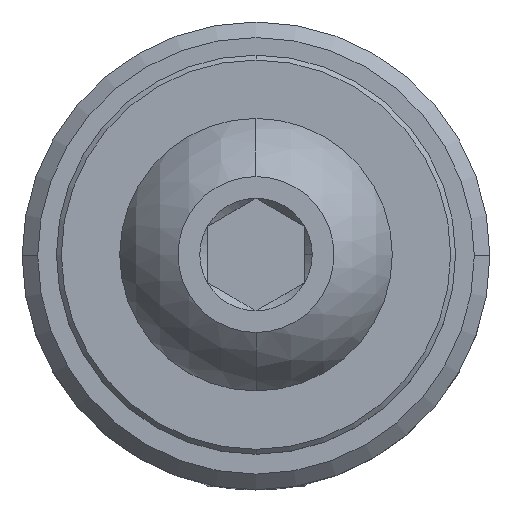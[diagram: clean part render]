
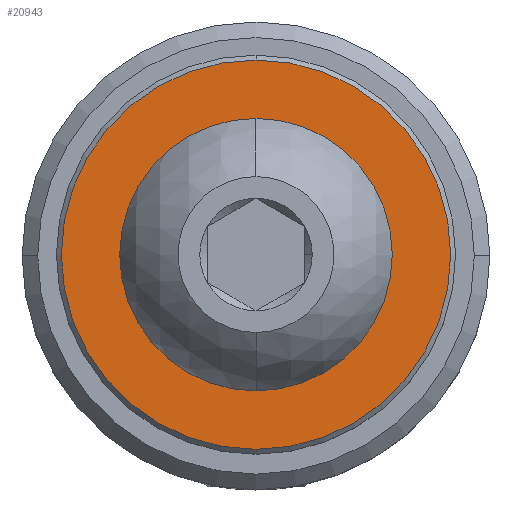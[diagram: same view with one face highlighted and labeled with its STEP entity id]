
A CAD part, top view. The second image highlights one B-rep face of the part: STEP entity #20943.
In plain terms, the highlighted face is planar.
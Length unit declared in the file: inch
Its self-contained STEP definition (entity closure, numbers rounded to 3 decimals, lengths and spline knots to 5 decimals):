
#103 = DIRECTION ( 'NONE',  ( 0., 1., 0. ) ) ;
#550 = DIRECTION ( 'NONE',  ( 0., 0., 1. ) ) ;
#694 = DIRECTION ( 'NONE',  ( 0., -1., 0. ) ) ;
#1261 = ORIENTED_EDGE ( 'NONE', *, *, #5135, .T. ) ;
#1323 = VERTEX_POINT ( 'NONE', #17755 ) ;
#1329 = VERTEX_POINT ( 'NONE', #7079 ) ;
#1823 = AXIS2_PLACEMENT_3D ( 'NONE', #4256, #2304, #10858 ) ;
#2304 = DIRECTION ( 'NONE',  ( 0., 1., 0. ) ) ;
#2439 = EDGE_LOOP ( 'NONE', ( #17967, #11417 ) ) ;
#3920 = FACE_BOUND ( 'NONE', #2439, .T. ) ;
#4032 = DIRECTION ( 'NONE',  ( 0., 0., 1. ) ) ;
#4254 = CARTESIAN_POINT ( 'NONE',  ( 0., 0., 0.31213 ) ) ;
#4256 = CARTESIAN_POINT ( 'NONE',  ( 0.14, 0., 0. ) ) ;
#5135 = EDGE_CURVE ( 'NONE', #22139, #6669, #17192, .T. ) ;
#5421 = DIRECTION ( 'NONE',  ( 0., 0., 1. ) ) ;
#5987 = CARTESIAN_POINT ( 'NONE',  ( 0., 0., 0. ) ) ;
#6078 = EDGE_CURVE ( 'NONE', #1329, #1323, #16466, .T. ) ;
#6669 = VERTEX_POINT ( 'NONE', #7683 ) ;
#7079 = CARTESIAN_POINT ( 'NONE',  ( 0., 0., -0.14787 ) ) ;
#7683 = CARTESIAN_POINT ( 'NONE',  ( 0., 0., -0.31213 ) ) ;
#8210 = EDGE_CURVE ( 'NONE', #6669, #22139, #12391, .T. ) ;
#9440 = AXIS2_PLACEMENT_3D ( 'NONE', #14779, #17916, #550 ) ;
#9949 = EDGE_LOOP ( 'NONE', ( #19539, #1261 ) ) ;
#10858 = DIRECTION ( 'NONE',  ( 0., 0., 1. ) ) ;
#11417 = ORIENTED_EDGE ( 'NONE', *, *, #6078, .T. ) ;
#12391 = CIRCLE ( 'NONE', #20561, 0.31213 ) ;
#14595 = AXIS2_PLACEMENT_3D ( 'NONE', #15460, #21137, #19401 ) ;
#14753 = AXIS2_PLACEMENT_3D ( 'NONE', #5987, #694, #4032 ) ;
#14779 = CARTESIAN_POINT ( 'NONE',  ( 0., 0., 0. ) ) ;
#15460 = CARTESIAN_POINT ( 'NONE',  ( 0., 0., 0. ) ) ;
#16466 = CIRCLE ( 'NONE', #14595, 0.14787 ) ;
#16538 = PLANE ( 'NONE',  #1823 ) ;
#17192 = CIRCLE ( 'NONE', #9440, 0.31213 ) ;
#17755 = CARTESIAN_POINT ( 'NONE',  ( 0., 0., 0.14787 ) ) ;
#17916 = DIRECTION ( 'NONE',  ( 0., 1., 0. ) ) ;
#17967 = ORIENTED_EDGE ( 'NONE', *, *, #21002, .T. ) ;
#19401 = DIRECTION ( 'NONE',  ( 0., 0., 1. ) ) ;
#19539 = ORIENTED_EDGE ( 'NONE', *, *, #8210, .T. ) ;
#20039 = FACE_OUTER_BOUND ( 'NONE', #9949, .T. ) ;
#20561 = AXIS2_PLACEMENT_3D ( 'NONE', #22477, #103, #5421 ) ;
#20943 = ADVANCED_FACE ( 'NONE', ( #3920, #20039 ), #16538, .T. ) ;
#21002 = EDGE_CURVE ( 'NONE', #1323, #1329, #22843, .T. ) ;
#21137 = DIRECTION ( 'NONE',  ( 0., -1., 0. ) ) ;
#22139 = VERTEX_POINT ( 'NONE', #4254 ) ;
#22477 = CARTESIAN_POINT ( 'NONE',  ( 0., 0., 0. ) ) ;
#22843 = CIRCLE ( 'NONE', #14753, 0.14787 ) ;
